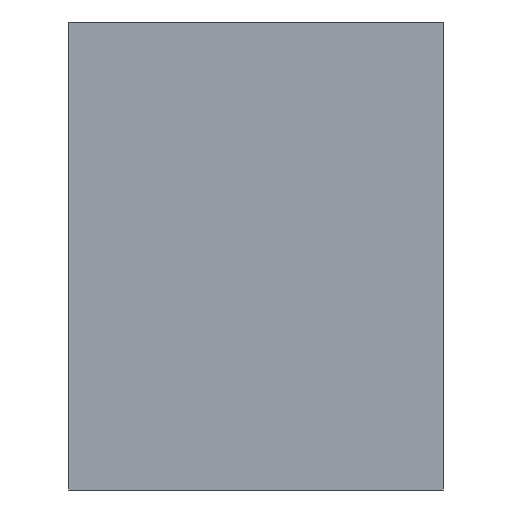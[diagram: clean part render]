
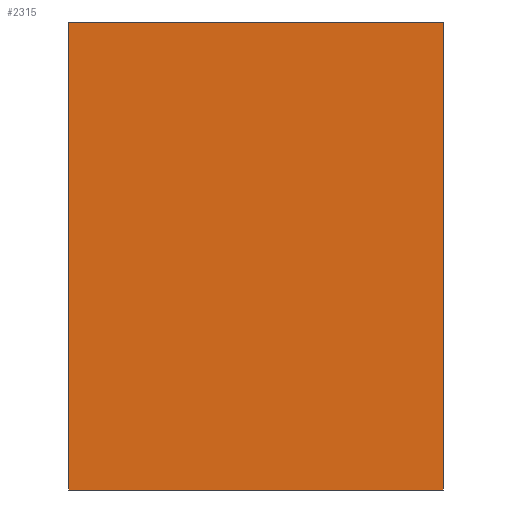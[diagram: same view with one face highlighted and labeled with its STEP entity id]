
A CAD part, front view. The second image highlights one B-rep face of the part: STEP entity #2315.
In plain terms, the highlighted planar face has unit normal (0, -1, 0).
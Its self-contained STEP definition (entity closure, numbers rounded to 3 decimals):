
#308=FACE_OUTER_BOUND('',#480,.T.);
#480=EDGE_LOOP('',(#1914,#1915,#1916,#1917));
#687=LINE('',#3651,#915);
#693=LINE('',#3661,#921);
#695=LINE('',#3665,#923);
#696=LINE('',#3667,#924);
#915=VECTOR('',#2981,10.);
#921=VECTOR('',#2991,10.);
#923=VECTOR('',#2995,10.);
#924=VECTOR('',#2998,10.);
#1133=VERTEX_POINT('',#3648);
#1134=VERTEX_POINT('',#3650);
#1136=VERTEX_POINT('',#3659);
#1137=VERTEX_POINT('',#3663);
#1401=EDGE_CURVE('',#1133,#1134,#687,.T.);
#1407=EDGE_CURVE('',#1133,#1136,#693,.T.);
#1409=EDGE_CURVE('',#1137,#1136,#695,.T.);
#1410=EDGE_CURVE('',#1137,#1134,#696,.T.);
#1914=ORIENTED_EDGE('',*,*,#1410,.T.);
#1915=ORIENTED_EDGE('',*,*,#1401,.F.);
#1916=ORIENTED_EDGE('',*,*,#1407,.T.);
#1917=ORIENTED_EDGE('',*,*,#1409,.F.);
#2212=PLANE('',#2521);
#2315=ADVANCED_FACE('',(#308),#2212,.T.);
#2521=AXIS2_PLACEMENT_3D('',#3668,#2999,#3000);
#2981=DIRECTION('',(1.,0.,0.));
#2991=DIRECTION('',(0.,0.,-1.));
#2995=DIRECTION('',(-1.,0.,0.));
#2998=DIRECTION('',(0.,0.,1.));
#2999=DIRECTION('center_axis',(0.,-1.,0.));
#3000=DIRECTION('ref_axis',(1.,0.,0.));
#3648=CARTESIAN_POINT('',(50.,-220.,30.));
#3650=CARTESIAN_POINT('',(130.,-220.,30.));
#3651=CARTESIAN_POINT('',(130.,-220.,30.));
#3659=CARTESIAN_POINT('',(50.,-220.,-70.));
#3661=CARTESIAN_POINT('',(50.,-220.,0.));
#3663=CARTESIAN_POINT('',(130.,-220.,-70.));
#3665=CARTESIAN_POINT('',(130.,-220.,-70.));
#3667=CARTESIAN_POINT('',(130.,-220.,0.));
#3668=CARTESIAN_POINT('Origin',(50.,-220.,0.));
